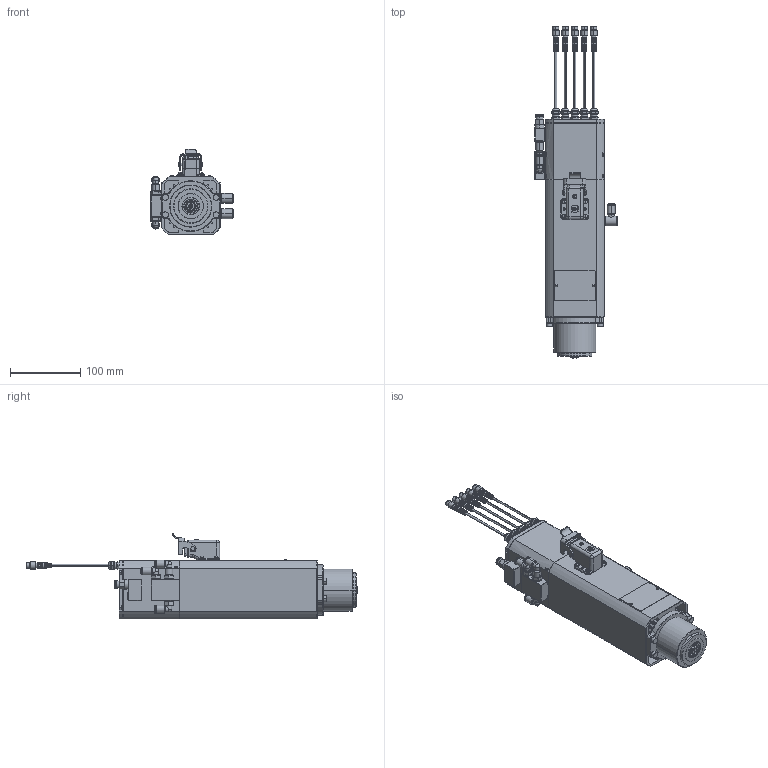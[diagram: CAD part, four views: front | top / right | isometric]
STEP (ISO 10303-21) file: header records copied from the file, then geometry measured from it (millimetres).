
FILE_DESCRIPTION(('HOOPS Exchange Step'),'2;1');
FILE_NAME('export-03119391-7698-404A-B88B-D687F29437B3.stp','2024-06-24T10:04:17+02:00',('Engineering'),('Alibre'),'HOOPS Exchange 2023.0','Alibre','Unknown authorisation');
FILE_SCHEMA( ('AP242_MANAGED_MODEL_BASED_3D_ENGINEERING_MIM_LF {1 0 10303 442 1 1 4 }') );
Length unit declared in the file: millimetre
Products named in the file (1): 6800 Automatic Toolchanger ATC41-C-2DB-HSK25E-SN-HY-LC S6(2.2kW) base24krpm max42krpm
Bounding box: 118.51 x 472.2 x 122.09 mm (x, y, z)
Surface area: 225033.8 mm2 (no closed solid volume)
Topology: 0 solids, 3034 shells, 3560 faces, 17084 edges, 16037 vertices
Faces by surface type: plane 1407, cylinder 1086, torus 433, cone 422, bspline 179, sphere 33
Entity records: 193167 total; most frequent: CARTESIAN_POINT 47914, DIRECTION 28779, ORIENTED_EDGE 18022, EDGE_CURVE 17018, VERTEX_POINT 16037, AXIS2_PLACEMENT_3D 10398, VECTOR 7983, LINE 7983
